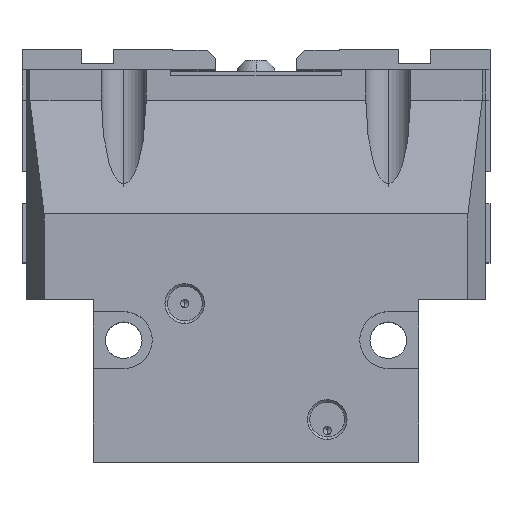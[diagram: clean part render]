
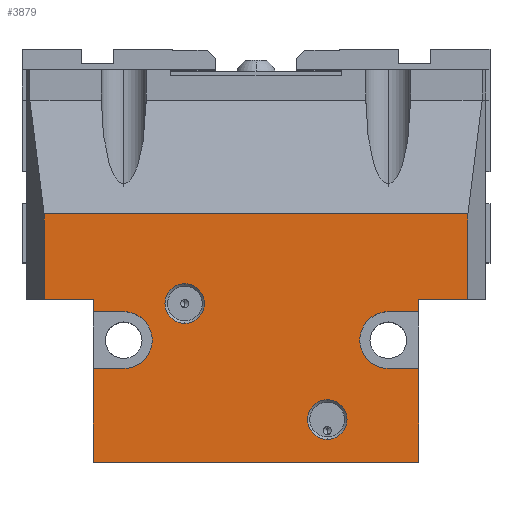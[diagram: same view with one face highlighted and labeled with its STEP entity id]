
A CAD part, top view. The second image highlights one B-rep face of the part: STEP entity #3879.
In plain terms, the highlighted planar face has unit normal (0, 0, 1).
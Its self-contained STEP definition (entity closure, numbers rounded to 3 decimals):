
#1775 = VERTEX_POINT( '', #5259 );
#1789 = VERTEX_POINT( '', #5273 );
#1949 = EDGE_CURVE( '', #3747, #2839, #5447, .T. );
#2013 = VERTEX_POINT( '', #5516 );
#2097 = EDGE_CURVE( '', #2795, #3245, #5605, .T. );
#2099 = VERTEX_POINT( '', #5607 );
#2199 = VERTEX_POINT( '', #5717 );
#2291 = EDGE_CURVE( '', #4307, #1775, #5816, .T. );
#2407 = EDGE_CURVE( '', #2099, #4007, #5946, .T. );
#2491 = EDGE_CURVE( '', #2707, #3629, #6044, .T. );
#2533 = VERTEX_POINT( '', #6089 );
#2689 = VERTEX_POINT( '', #6254 );
#2707 = VERTEX_POINT( '', #6274 );
#2763 = EDGE_CURVE( '', #3629, #2707, #6336, .T. );
#2795 = VERTEX_POINT( '', #6373 );
#2839 = VERTEX_POINT( '', #6420 );
#2955 = EDGE_CURVE( '', #4845, #2199, #6544, .T. );
#3183 = EDGE_CURVE( '', #1775, #3877, #6807, .T. );
#3245 = VERTEX_POINT( '', #6877 );
#3251 = EDGE_CURVE( '', #3877, #2099, #6883, .T. );
#3261 = EDGE_CURVE( '', #2199, #2533, #6894, .T. );
#3305 = VERTEX_POINT( '', #6940 );
#3415 = EDGE_CURVE( '', #2839, #2013, #7065, .T. );
#3545 = EDGE_CURVE( '', #4007, #2795, #7207, .T. );
#3573 = EDGE_CURVE( '', #1789, #2533, #7237, .T. );
#3601 = EDGE_CURVE( '', #3245, #5221, #7267, .T. );
#3629 = VERTEX_POINT( '', #7298 );
#3747 = VERTEX_POINT( '', #7426 );
#3877 = VERTEX_POINT( '', #7573 );
#3879 = ADVANCED_FACE( '', ( #7575, #7576, #7577 ), #7578, .T. );
#3925 = EDGE_CURVE( '', #2689, #4845, #7633, .T. );
#4007 = VERTEX_POINT( '', #7723 );
#4181 = EDGE_CURVE( '', #1789, #4307, #7926, .T. );
#4307 = VERTEX_POINT( '', #8065 );
#4385 = VERTEX_POINT( '', #8151 );
#4443 = EDGE_CURVE( '', #3305, #4385, #8213, .T. );
#4561 = EDGE_CURVE( '', #2013, #2689, #8346, .T. );
#4635 = EDGE_CURVE( '', #4385, #3305, #8429, .T. );
#4845 = VERTEX_POINT( '', #8664 );
#5027 = EDGE_CURVE( '', #5221, #3747, #8866, .T. );
#5221 = VERTEX_POINT( '', #9085 );
#5259 = CARTESIAN_POINT( '', ( 32.5, 23., 29.5 ) );
#5273 = CARTESIAN_POINT( '', ( 40., 0., 29.5 ) );
#5447 = LINE( '', #9378, #9379 );
#5516 = CARTESIAN_POINT( '', ( -40., 37., 29.5 ) );
#5605 = LINE( '', #9734, #9735 );
#5607 = CARTESIAN_POINT( '', ( 40., 37., 29.5 ) );
#5717 = CARTESIAN_POINT( '', ( -40., 23., 29.5 ) );
#5816 = LINE( '', #10084, #10085 );
#5946 = LINE( '', #10278, #10279 );
#6044 = CIRCLE( '', #10400, 4.864 );
#6089 = CARTESIAN_POINT( '', ( -40., 0., 29.5 ) );
#6254 = CARTESIAN_POINT( '', ( -32.5, 37., 29.5 ) );
#6274 = CARTESIAN_POINT( '', ( 17.5, 5.636, 29.5 ) );
#6336 = CIRCLE( '', #10879, 4.864 );
#6373 = CARTESIAN_POINT( '', ( 52.07, 40., 29.5 ) );
#6420 = CARTESIAN_POINT( '', ( -40., 40., 29.5 ) );
#6544 = LINE( '', #11197, #11198 );
#6807 = CIRCLE( '', #11585, 7. );
#6877 = CARTESIAN_POINT( '', ( 52.07, 61.01, 29.5 ) );
#6883 = LINE( '', #11686, #11687 );
#6894 = LINE( '', #11703, #11704 );
#6940 = CARTESIAN_POINT( '', ( -17.5, 34.136, 29.5 ) );
#7065 = LINE( '', #11934, #11935 );
#7207 = LINE( '', #12209, #12210 );
#7237 = LINE( '', #12270, #12271 );
#7267 = LINE( '', #12315, #12316 );
#7298 = CARTESIAN_POINT( '', ( 17.5, 15.364, 29.5 ) );
#7426 = CARTESIAN_POINT( '', ( -52.07, 40., 29.5 ) );
#7573 = CARTESIAN_POINT( '', ( 32.5, 37., 29.5 ) );
#7575 = FACE_BOUND( '', #12798, .T. );
#7576 = FACE_BOUND( '', #12799, .T. );
#7577 = FACE_OUTER_BOUND( '', #12800, .T. );
#7578 = PLANE( '', #12801 );
#7633 = CIRCLE( '', #12871, 7. );
#7723 = CARTESIAN_POINT( '', ( 40., 40., 29.5 ) );
#7926 = LINE( '', #13274, #13275 );
#8065 = CARTESIAN_POINT( '', ( 40., 23., 29.5 ) );
#8151 = CARTESIAN_POINT( '', ( -17.5, 43.864, 29.5 ) );
#8213 = CIRCLE( '', #13745, 4.864 );
#8346 = LINE( '', #13934, #13935 );
#8429 = CIRCLE( '', #14080, 4.864 );
#8664 = CARTESIAN_POINT( '', ( -32.5, 23., 29.5 ) );
#8866 = LINE( '', #14739, #14740 );
#9085 = CARTESIAN_POINT( '', ( -52.07, 61.01, 29.5 ) );
#9378 = CARTESIAN_POINT( '', ( 8.25, 40., 29.5 ) );
#9379 = VECTOR( '', #15245, 1. );
#9734 = CARTESIAN_POINT( '', ( 52.07, 30.505, 29.5 ) );
#9735 = VECTOR( '', #15378, 1. );
#10084 = CARTESIAN_POINT( '', ( 44.5, 23., 29.5 ) );
#10085 = VECTOR( '', #15594, 1. );
#10278 = CARTESIAN_POINT( '', ( 40., 50.505, 29.5 ) );
#10279 = VECTOR( '', #15734, 1. );
#10400 = AXIS2_PLACEMENT_3D( '', #15871, #15872, #15873 );
#10879 = AXIS2_PLACEMENT_3D( '', #16130, #16131, #16132 );
#11197 = CARTESIAN_POINT( '', ( -6.75, 23., 29.5 ) );
#11198 = VECTOR( '', #16329, 1. );
#11585 = AXIS2_PLACEMENT_3D( '', #16642, #16643, #16644 );
#11686 = CARTESIAN_POINT( '', ( 63.25, 37., 29.5 ) );
#11687 = VECTOR( '', #16741, 1. );
#11703 = CARTESIAN_POINT( '', ( -40., 30.505, 29.5 ) );
#11704 = VECTOR( '', #16752, 1. );
#11934 = CARTESIAN_POINT( '', ( -40., 30.505, 29.5 ) );
#11935 = VECTOR( '', #16945, 1. );
#12209 = CARTESIAN_POINT( '', ( 56.5, 40., 29.5 ) );
#12210 = VECTOR( '', #17101, 1. );
#12270 = CARTESIAN_POINT( '', ( 56.5, 0., 29.5 ) );
#12271 = VECTOR( '', #17131, 1. );
#12315 = CARTESIAN_POINT( '', ( 56.5, 61.01, 29.5 ) );
#12316 = VECTOR( '', #17161, 1. );
#12798 = EDGE_LOOP( '', ( #17498, #17499 ) );
#12799 = EDGE_LOOP( '', ( #17500, #17501 ) );
#12800 = EDGE_LOOP( '', ( #17502, #17503, #17504, #17505, #17506, #17507, #17508, #17509, #17510, #17511, #17512, #17513, #17514, #17515, #17516, #17517 ) );
#12801 = AXIS2_PLACEMENT_3D( '', #17518, #17519, #17520 );
#12871 = AXIS2_PLACEMENT_3D( '', #17627, #17628, #17629 );
#13274 = CARTESIAN_POINT( '', ( 40., 50.505, 29.5 ) );
#13275 = VECTOR( '', #18010, 1. );
#13745 = AXIS2_PLACEMENT_3D( '', #18318, #18319, #18320 );
#13934 = CARTESIAN_POINT( '', ( 12., 37., 29.5 ) );
#13935 = VECTOR( '', #18461, 1. );
#14080 = AXIS2_PLACEMENT_3D( '', #18560, #18561, #18562 );
#14739 = CARTESIAN_POINT( '', ( -52.07, 30.505, 29.5 ) );
#14740 = VECTOR( '', #19053, 1. );
#15245 = DIRECTION( '', ( 1., 0., 0. ) );
#15378 = DIRECTION( '', ( 0., 1., 0. ) );
#15594 = DIRECTION( '', ( -1., 0., 0. ) );
#15734 = DIRECTION( '', ( 0., 1., 0. ) );
#15871 = CARTESIAN_POINT( '', ( 17.5, 10.5, 29.5 ) );
#15872 = DIRECTION( '', ( 0., 0., -1. ) );
#15873 = DIRECTION( '', ( 0., 1., 0. ) );
#16130 = CARTESIAN_POINT( '', ( 17.5, 10.5, 29.5 ) );
#16131 = DIRECTION( '', ( 0., 0., -1. ) );
#16132 = DIRECTION( '', ( 0., 1., 0. ) );
#16329 = DIRECTION( '', ( -1., 0., 0. ) );
#16642 = CARTESIAN_POINT( '', ( 32.5, 30., 29.5 ) );
#16643 = DIRECTION( '', ( 0., 0., -1. ) );
#16644 = DIRECTION( '', ( 0., 1., 0. ) );
#16741 = DIRECTION( '', ( 1., 0., 0. ) );
#16752 = DIRECTION( '', ( 0., -1., 0. ) );
#16945 = DIRECTION( '', ( 0., -1., 0. ) );
#17101 = DIRECTION( '', ( 1., 0., 0. ) );
#17131 = DIRECTION( '', ( -1., 0., 0. ) );
#17161 = DIRECTION( '', ( -1., 0., 0. ) );
#17498 = ORIENTED_EDGE( '', *, *, #2763, .T. );
#17499 = ORIENTED_EDGE( '', *, *, #2491, .T. );
#17500 = ORIENTED_EDGE( '', *, *, #4635, .T. );
#17501 = ORIENTED_EDGE( '', *, *, #4443, .T. );
#17502 = ORIENTED_EDGE( '', *, *, #2291, .T. );
#17503 = ORIENTED_EDGE( '', *, *, #3183, .T. );
#17504 = ORIENTED_EDGE( '', *, *, #3251, .T. );
#17505 = ORIENTED_EDGE( '', *, *, #2407, .T. );
#17506 = ORIENTED_EDGE( '', *, *, #3545, .T. );
#17507 = ORIENTED_EDGE( '', *, *, #2097, .T. );
#17508 = ORIENTED_EDGE( '', *, *, #3601, .T. );
#17509 = ORIENTED_EDGE( '', *, *, #5027, .T. );
#17510 = ORIENTED_EDGE( '', *, *, #1949, .T. );
#17511 = ORIENTED_EDGE( '', *, *, #3415, .T. );
#17512 = ORIENTED_EDGE( '', *, *, #4561, .T. );
#17513 = ORIENTED_EDGE( '', *, *, #3925, .T. );
#17514 = ORIENTED_EDGE( '', *, *, #2955, .T. );
#17515 = ORIENTED_EDGE( '', *, *, #3261, .T. );
#17516 = ORIENTED_EDGE( '', *, *, #3573, .F. );
#17517 = ORIENTED_EDGE( '', *, *, #4181, .T. );
#17518 = CARTESIAN_POINT( '', ( 56.5, 61.01, 29.5 ) );
#17519 = DIRECTION( '', ( 0., 0., 1. ) );
#17520 = DIRECTION( '', ( 0., 1., 0. ) );
#17627 = CARTESIAN_POINT( '', ( -32.5, 30., 29.5 ) );
#17628 = DIRECTION( '', ( 0., 0., -1. ) );
#17629 = DIRECTION( '', ( 0., -1., 0. ) );
#18010 = DIRECTION( '', ( 0., 1., 0. ) );
#18318 = CARTESIAN_POINT( '', ( -17.5, 39., 29.5 ) );
#18319 = DIRECTION( '', ( 0., 0., -1. ) );
#18320 = DIRECTION( '', ( 0., 1., 0. ) );
#18461 = DIRECTION( '', ( 1., 0., 0. ) );
#18560 = CARTESIAN_POINT( '', ( -17.5, 39., 29.5 ) );
#18561 = DIRECTION( '', ( 0., 0., -1. ) );
#18562 = DIRECTION( '', ( 0., 1., 0. ) );
#19053 = DIRECTION( '', ( 0., -1., 0. ) );
